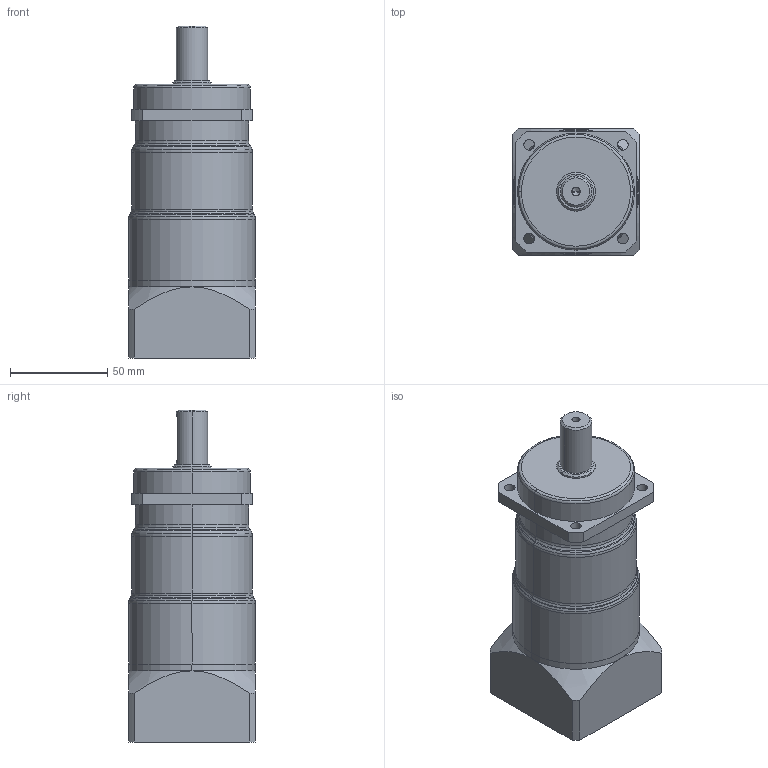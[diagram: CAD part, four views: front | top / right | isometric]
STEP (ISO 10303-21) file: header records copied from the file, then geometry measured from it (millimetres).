
FILE_DESCRIPTION((''),'2;1');
FILE_NAME('VRS60-S2-L3_ASM','2022-06-14T14:32:02',('Administrator'),(''),'CREO PARAMETRIC BY PTC INC, 2019010','CREO PARAMETRIC BY PTC INC, 2019010','');
FILE_SCHEMA(('CONFIG_CONTROL_DESIGN'));
Length unit declared in the file: millimetre
Products named in the file (3): _100001; 400; VRS60-S2-L3_ASM
Assembly tree (2 placements, depth 2):
  VRS60-S2-L3_ASM
    _100001
    400
Bounding box: 65 x 65 x 170.3 mm (x, y, z)
Volume: 448886.4 mm3; surface area: 55655.4 mm2
Topology: 2 solids, 2 shells, 143 faces, 340 edges, 207 vertices
Faces by surface type: cylinder 54, plane 39, cone 26, torus 24
Entity records: 4367 total; most frequent: CARTESIAN_POINT 898, DIRECTION 784, ORIENTED_EDGE 660, EDGE_CURVE 330, AXIS2_PLACEMENT_3D 326, VERTEX_POINT 207, CIRCLE 178, EDGE_LOOP 167
